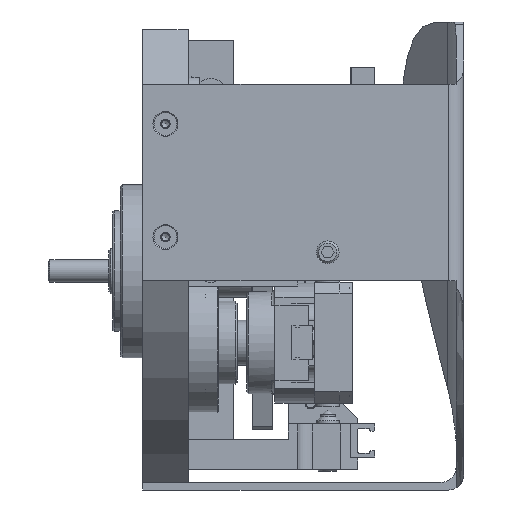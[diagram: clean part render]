
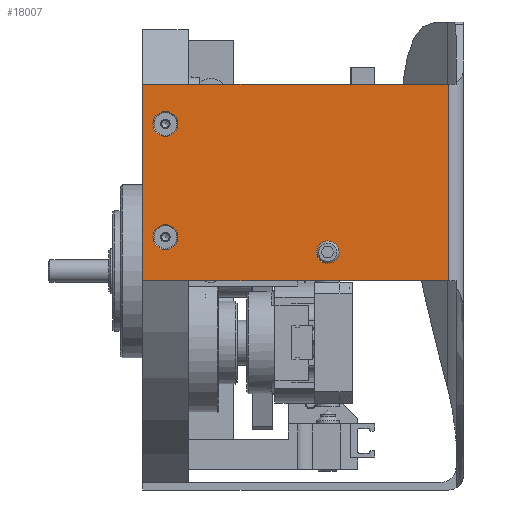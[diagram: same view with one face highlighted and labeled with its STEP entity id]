
A CAD part, front view. The second image highlights one B-rep face of the part: STEP entity #18007.
In plain terms, the highlighted face is planar.
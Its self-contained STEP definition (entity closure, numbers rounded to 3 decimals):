
#1377=PLANE('',#21033);
#2328=LINE('',#31988,#3307);
#2329=LINE('',#31991,#3308);
#2330=LINE('',#31993,#3309);
#2331=LINE('',#31995,#3310);
#3307=VECTOR('',#26517,1000.);
#3308=VECTOR('',#26518,1000.);
#3309=VECTOR('',#26519,1000.);
#3310=VECTOR('',#26520,1000.);
#7362=ORIENTED_EDGE('',*,*,#9650,.F.);
#7363=ORIENTED_EDGE('',*,*,#9651,.T.);
#7364=ORIENTED_EDGE('',*,*,#9652,.T.);
#7365=ORIENTED_EDGE('',*,*,#9653,.F.);
#7366=ORIENTED_EDGE('',*,*,#9654,.F.);
#7367=ORIENTED_EDGE('',*,*,#9655,.T.);
#7368=ORIENTED_EDGE('',*,*,#9656,.F.);
#9650=EDGE_CURVE('',#11337,#11337,#12412,.T.);
#9651=EDGE_CURVE('',#11338,#11338,#12413,.T.);
#9652=EDGE_CURVE('',#11339,#11339,#12414,.T.);
#9653=EDGE_CURVE('',#11340,#11341,#2328,.T.);
#9654=EDGE_CURVE('',#11342,#11340,#2329,.T.);
#9655=EDGE_CURVE('',#11342,#11343,#2330,.T.);
#9656=EDGE_CURVE('',#11341,#11343,#2331,.T.);
#11337=VERTEX_POINT('',#31983);
#11338=VERTEX_POINT('',#31985);
#11339=VERTEX_POINT('',#31987);
#11340=VERTEX_POINT('',#31989);
#11341=VERTEX_POINT('',#31990);
#11342=VERTEX_POINT('',#31992);
#11343=VERTEX_POINT('',#31994);
#12412=CIRCLE('',#21034,3.);
#12413=CIRCLE('',#21035,3.3);
#12414=CIRCLE('',#21036,3.3);
#14369=EDGE_LOOP('',(#7362));
#14370=EDGE_LOOP('',(#7363));
#14371=EDGE_LOOP('',(#7364));
#14372=EDGE_LOOP('',(#7365,#7366,#7367,#7368));
#16409=FACE_BOUND('',#14369,.T.);
#16410=FACE_BOUND('',#14370,.T.);
#16411=FACE_BOUND('',#14371,.T.);
#16412=FACE_BOUND('',#14372,.T.);
#18007=ADVANCED_FACE('',(#16409,#16410,#16411,#16412),#1377,.F.);
#21033=AXIS2_PLACEMENT_3D('',#31981,#26509,#26510);
#21034=AXIS2_PLACEMENT_3D('',#31982,#26511,#26512);
#21035=AXIS2_PLACEMENT_3D('',#31984,#26513,#26514);
#21036=AXIS2_PLACEMENT_3D('',#31986,#26515,#26516);
#26509=DIRECTION('',(0.,0.,-1.));
#26510=DIRECTION('',(-1.,0.,0.));
#26511=DIRECTION('',(0.,0.,1.));
#26512=DIRECTION('',(1.,0.,0.));
#26513=DIRECTION('',(0.,0.,-1.));
#26514=DIRECTION('',(-1.,0.,0.));
#26515=DIRECTION('',(0.,0.,-1.));
#26516=DIRECTION('',(-1.,0.,0.));
#26517=DIRECTION('',(1.,0.,0.));
#26518=DIRECTION('',(0.,1.,0.));
#26519=DIRECTION('',(1.,0.,0.));
#26520=DIRECTION('',(0.,-1.,0.));
#31981=CARTESIAN_POINT('',(-107.5,85.,0.));
#31982=CARTESIAN_POINT('',(-63.,49.,0.));
#31983=CARTESIAN_POINT('',(-60.,49.,0.));
#31984=CARTESIAN_POINT('',(-97.,6.,0.));
#31985=CARTESIAN_POINT('',(-100.3,6.,0.));
#31986=CARTESIAN_POINT('',(-67.,6.,0.));
#31987=CARTESIAN_POINT('',(-70.3,6.,0.));
#31988=CARTESIAN_POINT('',(-180.,81.,0.));
#31989=CARTESIAN_POINT('',(-107.5,81.,0.));
#31990=CARTESIAN_POINT('',(-55.5,81.,0.));
#31991=CARTESIAN_POINT('',(-107.5,-12.,0.));
#31992=CARTESIAN_POINT('',(-107.5,0.,0.));
#31993=CARTESIAN_POINT('',(-107.5,0.,0.));
#31994=CARTESIAN_POINT('',(-55.5,0.,0.));
#31995=CARTESIAN_POINT('',(-55.5,83.,0.));
